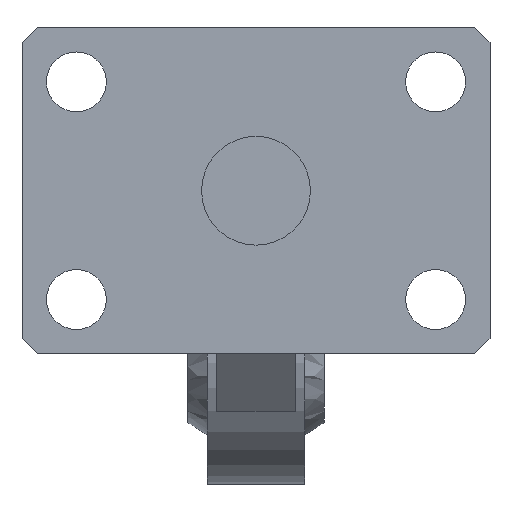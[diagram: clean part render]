
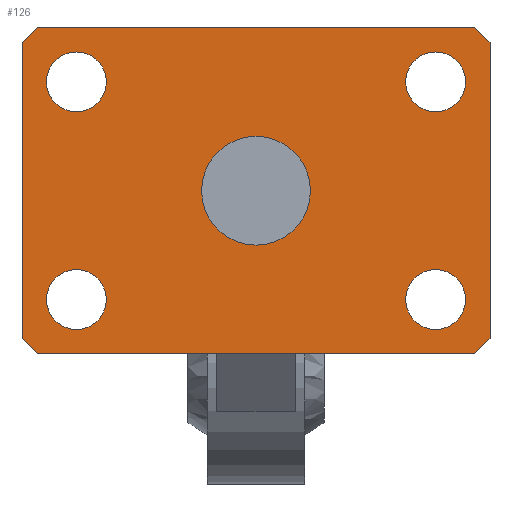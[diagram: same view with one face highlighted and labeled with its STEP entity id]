
A CAD part, front view. The second image highlights one B-rep face of the part: STEP entity #126.
In plain terms, the highlighted planar face has unit normal (0, -1, 0).
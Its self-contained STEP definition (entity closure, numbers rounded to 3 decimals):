
#126=ADVANCED_FACE('',(#230,#231,#232,#233,#234,#235),#236,.F.);
#230=FACE_BOUND('',#347,.T.);
#231=FACE_BOUND('',#348,.T.);
#232=FACE_BOUND('',#349,.T.);
#233=FACE_BOUND('',#350,.T.);
#234=FACE_BOUND('',#351,.T.);
#235=FACE_OUTER_BOUND('',#352,.T.);
#236=PLANE('',#353);
#347=EDGE_LOOP('',(#701,#702));
#348=EDGE_LOOP('',(#703,#704));
#349=EDGE_LOOP('',(#705,#706));
#350=EDGE_LOOP('',(#707,#708));
#351=EDGE_LOOP('',(#709,#710));
#352=EDGE_LOOP('',(#711,#712,#713,#714,#715,#716,#717,#718));
#353=AXIS2_PLACEMENT_3D('',#719,#720,#721);
#701=ORIENTED_EDGE('',*,*,#842,.T.);
#702=ORIENTED_EDGE('',*,*,#803,.T.);
#703=ORIENTED_EDGE('',*,*,#846,.T.);
#704=ORIENTED_EDGE('',*,*,#795,.T.);
#705=ORIENTED_EDGE('',*,*,#849,.T.);
#706=ORIENTED_EDGE('',*,*,#787,.T.);
#707=ORIENTED_EDGE('',*,*,#853,.T.);
#708=ORIENTED_EDGE('',*,*,#779,.T.);
#709=ORIENTED_EDGE('',*,*,#857,.T.);
#710=ORIENTED_EDGE('',*,*,#771,.T.);
#711=ORIENTED_EDGE('',*,*,#878,.F.);
#712=ORIENTED_EDGE('',*,*,#860,.F.);
#713=ORIENTED_EDGE('',*,*,#864,.F.);
#714=ORIENTED_EDGE('',*,*,#867,.F.);
#715=ORIENTED_EDGE('',*,*,#869,.F.);
#716=ORIENTED_EDGE('',*,*,#871,.F.);
#717=ORIENTED_EDGE('',*,*,#873,.F.);
#718=ORIENTED_EDGE('',*,*,#876,.F.);
#719=CARTESIAN_POINT('',(0.,0.,0.));
#720=DIRECTION('',(0.,1.0,0.));
#721=DIRECTION('',(-1.0,0.0,0.));
#771=EDGE_CURVE('',#894,#898,#900,.T.);
#779=EDGE_CURVE('',#910,#914,#916,.T.);
#787=EDGE_CURVE('',#926,#930,#932,.T.);
#795=EDGE_CURVE('',#942,#946,#948,.T.);
#803=EDGE_CURVE('',#958,#962,#964,.T.);
#842=EDGE_CURVE('',#962,#958,#1029,.T.);
#846=EDGE_CURVE('',#946,#942,#1033,.T.);
#849=EDGE_CURVE('',#930,#926,#1036,.T.);
#853=EDGE_CURVE('',#914,#910,#1040,.T.);
#857=EDGE_CURVE('',#898,#894,#1044,.T.);
#860=EDGE_CURVE('',#1048,#1050,#1051,.T.);
#864=EDGE_CURVE('',#1055,#1048,#1057,.T.);
#867=EDGE_CURVE('',#1059,#1055,#1061,.T.);
#869=EDGE_CURVE('',#1062,#1059,#1064,.T.);
#871=EDGE_CURVE('',#1065,#1062,#1067,.T.);
#873=EDGE_CURVE('',#1068,#1065,#1070,.T.);
#876=EDGE_CURVE('',#1073,#1068,#1075,.T.);
#878=EDGE_CURVE('',#1050,#1073,#1077,.T.);
#894=VERTEX_POINT('',#1103);
#898=VERTEX_POINT('',#1108);
#900=CIRCLE('',#1111,5.5);
#910=VERTEX_POINT('',#1123);
#914=VERTEX_POINT('',#1128);
#916=CIRCLE('',#1131,5.5);
#926=VERTEX_POINT('',#1143);
#930=VERTEX_POINT('',#1148);
#932=CIRCLE('',#1151,5.5);
#942=VERTEX_POINT('',#1163);
#946=VERTEX_POINT('',#1168);
#948=CIRCLE('',#1171,5.5);
#958=VERTEX_POINT('',#1183);
#962=VERTEX_POINT('',#1188);
#964=CIRCLE('',#1191,10.0);
#1029=CIRCLE('',#1274,10.0);
#1033=CIRCLE('',#1278,5.5);
#1036=CIRCLE('',#1281,5.5);
#1040=CIRCLE('',#1285,5.5);
#1044=CIRCLE('',#1289,5.5);
#1048=VERTEX_POINT('',#1294);
#1050=VERTEX_POINT('',#1297);
#1051=LINE('',#1298,#1299);
#1055=VERTEX_POINT('',#1305);
#1057=LINE('',#1308,#1309);
#1059=VERTEX_POINT('',#1312);
#1061=LINE('',#1315,#1316);
#1062=VERTEX_POINT('',#1317);
#1064=LINE('',#1320,#1321);
#1065=VERTEX_POINT('',#1322);
#1067=LINE('',#1325,#1326);
#1068=VERTEX_POINT('',#1327);
#1070=LINE('',#1330,#1331);
#1073=VERTEX_POINT('',#1335);
#1075=LINE('',#1338,#1339);
#1077=LINE('',#1342,#1343);
#1103=CARTESIAN_POINT('',(27.5,0.,-20.0));
#1108=CARTESIAN_POINT('',(38.5,0.,-20.0));
#1111=AXIS2_PLACEMENT_3D('',#1375,#1376,#1377);
#1123=CARTESIAN_POINT('',(27.5,0.,20.0));
#1128=CARTESIAN_POINT('',(38.5,0.,20.0));
#1131=AXIS2_PLACEMENT_3D('',#1391,#1392,#1393);
#1143=CARTESIAN_POINT('',(-38.5,0.,-20.0));
#1148=CARTESIAN_POINT('',(-27.5,0.,-20.0));
#1151=AXIS2_PLACEMENT_3D('',#1407,#1408,#1409);
#1163=CARTESIAN_POINT('',(-38.5,0.,20.0));
#1168=CARTESIAN_POINT('',(-27.5,0.,20.0));
#1171=AXIS2_PLACEMENT_3D('',#1423,#1424,#1425);
#1183=CARTESIAN_POINT('',(-10.0,0.,0.));
#1188=CARTESIAN_POINT('',(10.0,0.,0.0));
#1191=AXIS2_PLACEMENT_3D('',#1439,#1440,#1441);
#1274=AXIS2_PLACEMENT_3D('',#1520,#1521,#1522);
#1278=AXIS2_PLACEMENT_3D('',#1532,#1533,#1534);
#1281=AXIS2_PLACEMENT_3D('',#1541,#1542,#1543);
#1285=AXIS2_PLACEMENT_3D('',#1553,#1554,#1555);
#1289=AXIS2_PLACEMENT_3D('',#1565,#1566,#1567);
#1294=CARTESIAN_POINT('',(43.0,0.,27.2));
#1297=CARTESIAN_POINT('',(43.0,0.,-27.2));
#1298=CARTESIAN_POINT('',(43.0,0.,27.2));
#1299=VECTOR('',#1570,1.0);
#1305=CARTESIAN_POINT('',(40.2,0.,30.0));
#1308=CARTESIAN_POINT('',(40.2,0.,30.0));
#1309=VECTOR('',#1574,1.0);
#1312=CARTESIAN_POINT('',(-40.2,0.,30.0));
#1315=CARTESIAN_POINT('',(-40.2,0.,30.0));
#1316=VECTOR('',#1577,1.0);
#1317=CARTESIAN_POINT('',(-43.0,0.,27.2));
#1320=CARTESIAN_POINT('',(-43.0,0.,27.2));
#1321=VECTOR('',#1579,1.0);
#1322=CARTESIAN_POINT('',(-43.0,0.,-27.2));
#1325=CARTESIAN_POINT('',(-43.0,0.,-27.2));
#1326=VECTOR('',#1581,1.0);
#1327=CARTESIAN_POINT('',(-40.2,0.,-30.0));
#1330=CARTESIAN_POINT('',(-40.2,0.,-30.0));
#1331=VECTOR('',#1583,1.0);
#1335=CARTESIAN_POINT('',(40.2,0.,-30.0));
#1338=CARTESIAN_POINT('',(40.2,0.,-30.0));
#1339=VECTOR('',#1586,1.0);
#1342=CARTESIAN_POINT('',(43.0,0.,-27.2));
#1343=VECTOR('',#1588,1.0);
#1375=CARTESIAN_POINT('',(33.0,0.,-20.0));
#1376=DIRECTION('',(0.,1.0,0.));
#1377=DIRECTION('',(-1.0,0.0,0.));
#1391=CARTESIAN_POINT('',(33.0,0.,20.0));
#1392=DIRECTION('',(0.,1.0,0.));
#1393=DIRECTION('',(-1.0,0.0,0.));
#1407=CARTESIAN_POINT('',(-33.0,0.,-20.0));
#1408=DIRECTION('',(0.,1.0,0.));
#1409=DIRECTION('',(-1.0,0.0,0.));
#1423=CARTESIAN_POINT('',(-33.0,0.,20.0));
#1424=DIRECTION('',(0.,1.0,0.));
#1425=DIRECTION('',(-1.0,0.0,0.));
#1439=CARTESIAN_POINT('',(0.0,0.0,0.0));
#1440=DIRECTION('',(0.,1.0,0.));
#1441=DIRECTION('',(-1.0,0.0,0.));
#1520=CARTESIAN_POINT('',(0.0,0.0,0.0));
#1521=DIRECTION('',(0.,1.0,0.));
#1522=DIRECTION('',(-1.0,0.0,0.));
#1532=CARTESIAN_POINT('',(-33.0,0.,20.0));
#1533=DIRECTION('',(0.,1.0,0.));
#1534=DIRECTION('',(-1.0,0.0,0.));
#1541=CARTESIAN_POINT('',(-33.0,0.,-20.0));
#1542=DIRECTION('',(0.,1.0,0.));
#1543=DIRECTION('',(-1.0,0.0,0.));
#1553=CARTESIAN_POINT('',(33.0,0.,20.0));
#1554=DIRECTION('',(0.,1.0,0.));
#1555=DIRECTION('',(-1.0,0.0,0.));
#1565=CARTESIAN_POINT('',(33.0,0.,-20.0));
#1566=DIRECTION('',(0.,1.0,0.));
#1567=DIRECTION('',(-1.0,0.0,0.));
#1570=DIRECTION('',(0.,0.,-1.0));
#1574=DIRECTION('',(0.707,0.,-0.707));
#1577=DIRECTION('',(1.0,0.0,0.));
#1579=DIRECTION('',(0.707,0.,0.707));
#1581=DIRECTION('',(0.,0.,1.0));
#1583=DIRECTION('',(-0.707,0.,0.707));
#1586=DIRECTION('',(-1.0,0.0,0.));
#1588=DIRECTION('',(-0.707,0.,-0.707));
